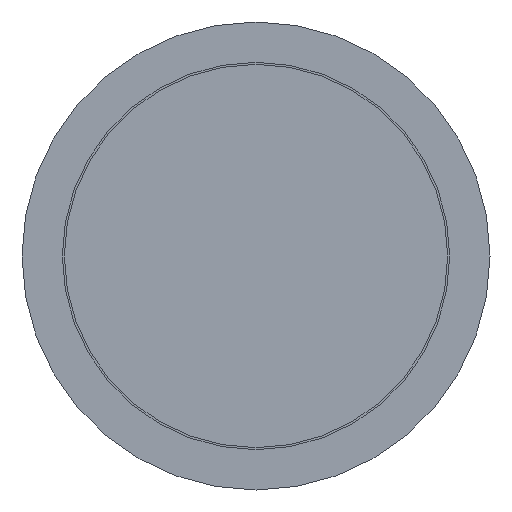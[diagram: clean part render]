
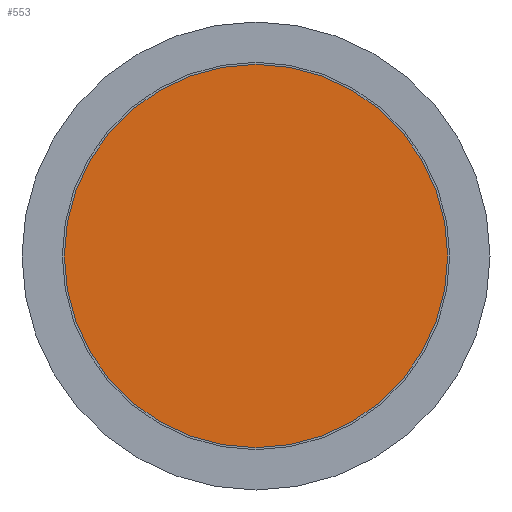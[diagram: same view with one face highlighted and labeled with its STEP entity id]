
A CAD part, front view. The second image highlights one B-rep face of the part: STEP entity #553.
In plain terms, the highlighted planar face has unit normal (0, -1, 0).
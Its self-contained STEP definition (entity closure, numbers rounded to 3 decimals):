
#84 = AXIS2_PLACEMENT_3D ( 'NONE', #365, #115, #279 ) ;
#115 = DIRECTION ( 'NONE',  ( 0., 1., 0. ) ) ;
#151 = ORIENTED_EDGE ( 'NONE', *, *, #327, .T. ) ;
#159 = VERTEX_POINT ( 'NONE', #277 ) ;
#233 = CIRCLE ( 'NONE', #263, 23.75 ) ;
#238 = FACE_OUTER_BOUND ( 'NONE', #282, .T. ) ;
#250 = DIRECTION ( 'NONE',  ( 0., 0., -1. ) ) ;
#263 = AXIS2_PLACEMENT_3D ( 'NONE', #513, #288, #250 ) ;
#277 = CARTESIAN_POINT ( 'NONE',  ( 0., 0., -23.75 ) ) ;
#279 = DIRECTION ( 'NONE',  ( 0., 0., 1. ) ) ;
#282 = EDGE_LOOP ( 'NONE', ( #151 ) ) ;
#288 = DIRECTION ( 'NONE',  ( 0., -1., 0. ) ) ;
#326 = PLANE ( 'NONE',  #84 ) ;
#327 = EDGE_CURVE ( 'NONE', #159, #159, #233, .T. ) ;
#365 = CARTESIAN_POINT ( 'NONE',  ( -23.75, 0., 0. ) ) ;
#513 = CARTESIAN_POINT ( 'NONE',  ( 0., 0., 0. ) ) ;
#553 = ADVANCED_FACE ( 'NONE', ( #238 ), #326, .F. ) ;
